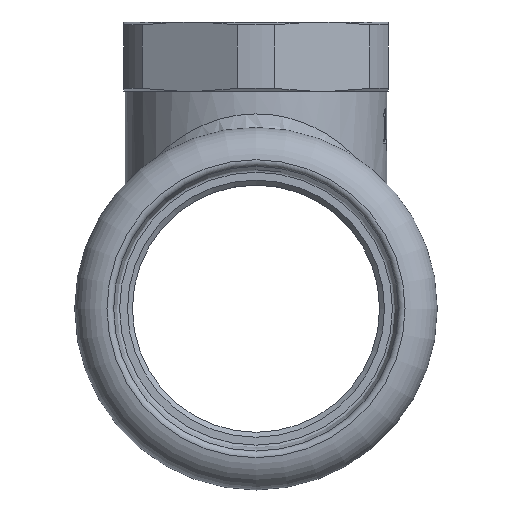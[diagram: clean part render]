
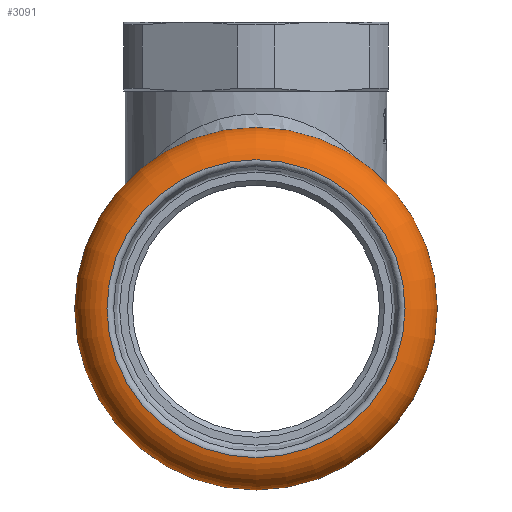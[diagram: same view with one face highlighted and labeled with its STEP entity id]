
A CAD part, left-side view. The second image highlights one B-rep face of the part: STEP entity #3091.
In plain terms, the highlighted toroidal (fillet/blend) face has major radius 14.611 mm and minor radius 3.742 mm.
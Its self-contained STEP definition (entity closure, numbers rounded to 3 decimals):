
#758=FACE_OUTER_BOUND('',#940,.T.);
#940=EDGE_LOOP('',(#2096,#2097,#2098,#2099,#2100,#2101));
#1148=CIRCLE('',#3306,15.074);
#1149=CIRCLE('',#3307,15.074);
#1150=CIRCLE('',#3308,3.742);
#1151=CIRCLE('',#3309,15.7);
#1152=CIRCLE('',#3310,15.7);
#1257=VERTEX_POINT('',#4118);
#1258=VERTEX_POINT('',#4119);
#1259=VERTEX_POINT('',#4122);
#1260=VERTEX_POINT('',#4124);
#1592=EDGE_CURVE('',#1257,#1258,#1148,.T.);
#1593=EDGE_CURVE('',#1258,#1257,#1149,.T.);
#1594=EDGE_CURVE('',#1258,#1259,#1150,.T.);
#1595=EDGE_CURVE('',#1259,#1260,#1151,.T.);
#1596=EDGE_CURVE('',#1260,#1259,#1152,.T.);
#2096=ORIENTED_EDGE('',*,*,#1592,.F.);
#2097=ORIENTED_EDGE('',*,*,#1593,.F.);
#2098=ORIENTED_EDGE('',*,*,#1594,.T.);
#2099=ORIENTED_EDGE('',*,*,#1595,.T.);
#2100=ORIENTED_EDGE('',*,*,#1596,.T.);
#2101=ORIENTED_EDGE('',*,*,#1594,.F.);
#3078=TOROIDAL_SURFACE('',#3305,14.611,3.742);
#3091=ADVANCED_FACE('',(#758),#3078,.T.);
#3305=AXIS2_PLACEMENT_3D('',#4117,#3534,#3535);
#3306=AXIS2_PLACEMENT_3D('',#4120,#3536,#3537);
#3307=AXIS2_PLACEMENT_3D('',#4121,#3538,#3539);
#3308=AXIS2_PLACEMENT_3D('',#4123,#3540,#3541);
#3309=AXIS2_PLACEMENT_3D('',#4125,#3542,#3543);
#3310=AXIS2_PLACEMENT_3D('',#4126,#3544,#3545);
#3534=DIRECTION('center_axis',(-1.,0.,0.));
#3535=DIRECTION('ref_axis',(0.,0.,1.));
#3536=DIRECTION('center_axis',(-1.,0.,0.));
#3537=DIRECTION('ref_axis',(0.,0.,1.));
#3538=DIRECTION('center_axis',(-1.,0.,0.));
#3539=DIRECTION('ref_axis',(0.,0.,1.));
#3540=DIRECTION('center_axis',(0.,-1.,0.));
#3541=DIRECTION('ref_axis',(0.,0.,-1.));
#3542=DIRECTION('center_axis',(-1.,0.,0.));
#3543=DIRECTION('ref_axis',(0.,0.,1.));
#3544=DIRECTION('center_axis',(-1.,0.,0.));
#3545=DIRECTION('ref_axis',(0.,0.,1.));
#4117=CARTESIAN_POINT('Origin',(-40.282,0.,0.));
#4118=CARTESIAN_POINT('',(-43.995,0.,15.074));
#4119=CARTESIAN_POINT('',(-43.995,0.,-15.074));
#4120=CARTESIAN_POINT('Origin',(-43.995,0.,0.));
#4121=CARTESIAN_POINT('Origin',(-43.995,0.,0.));
#4122=CARTESIAN_POINT('',(-36.703,0.,-15.7));
#4123=CARTESIAN_POINT('Origin',(-40.282,0.,
-14.611));
#4124=CARTESIAN_POINT('',(-36.703,0.,15.7));
#4125=CARTESIAN_POINT('Origin',(-36.703,0.,
0.));
#4126=CARTESIAN_POINT('Origin',(-36.703,0.,
0.));
